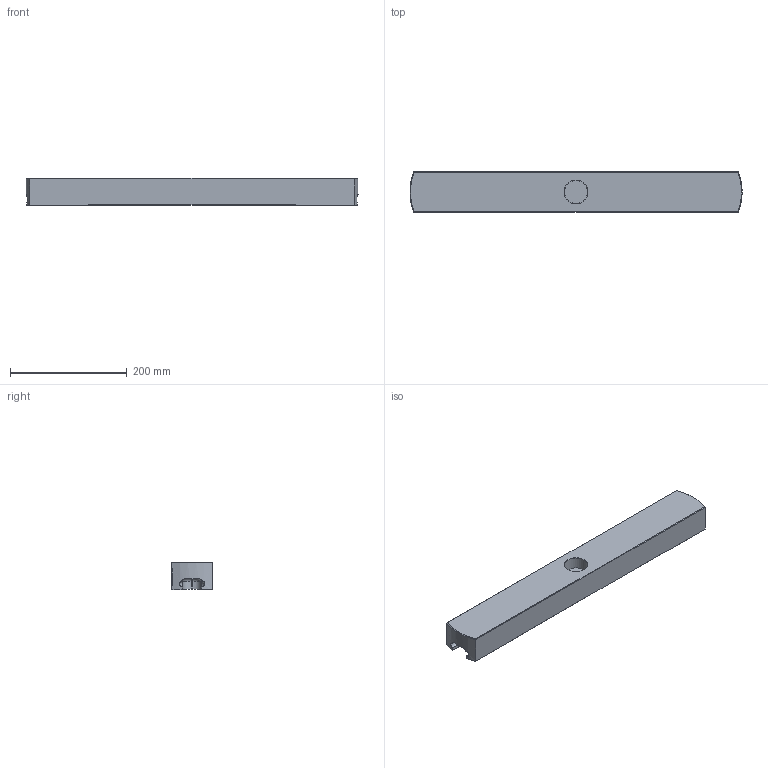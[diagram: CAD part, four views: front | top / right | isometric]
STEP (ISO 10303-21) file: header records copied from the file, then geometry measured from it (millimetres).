
FILE_DESCRIPTION(/* description */ (''),/* implementation_level */ '2;1');
FILE_NAME(/* name */ 'A731S060.stp',/* time_stamp */ '2019-05-24T11:39:06+05:00',/* author */ (''),/* organization */ (''),/* preprocessor_version */ 'ST-DEVELOPER v16.7',/* originating_system */ 'SIEMENS PLM Software NX 12.0',/* authorisation */ '');
FILE_SCHEMA (('AUTOMOTIVE_DESIGN { 1 0 10303 214 3 1 1 1 }'));
Length unit declared in the file: millimetre
Products named in the file (1): inpu1AB049525oe1
Bounding box: 568.85 x 70 x 47 mm (x, y, z)
Volume: 1621249.6 mm3; surface area: 149522.5 mm2
Topology: 1 solids, 1 shells, 93 faces, 241 edges, 161 vertices
Faces by surface type: plane 46, cylinder 29, cone 10, torus 8
Full cylindrical faces by diameter (mm): 40 x1
Entity records: 3047 total; most frequent: CARTESIAN_POINT 685, DIRECTION 479, ORIENTED_EDGE 474, EDGE_CURVE 237, AXIS2_PLACEMENT_3D 173, VERTEX_POINT 150, LINE 133, VECTOR 133
